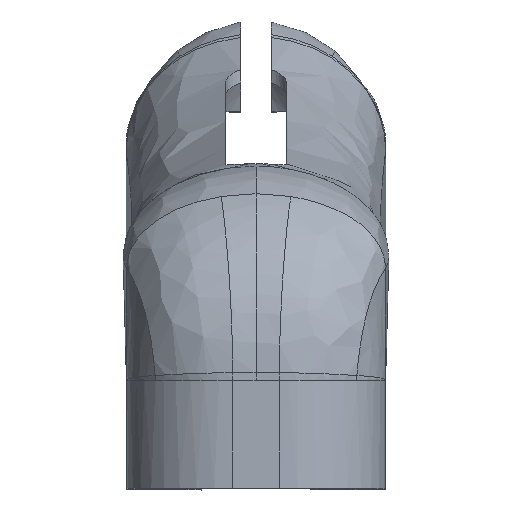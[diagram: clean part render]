
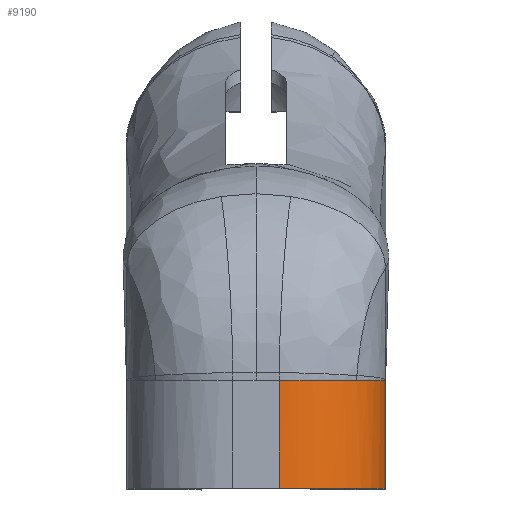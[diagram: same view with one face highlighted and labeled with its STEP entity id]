
A CAD part, top view. The second image highlights one B-rep face of the part: STEP entity #9190.
In plain terms, the highlighted cylindrical face has radius 13.8 mm (diameter 27.6 mm), a partial arc.
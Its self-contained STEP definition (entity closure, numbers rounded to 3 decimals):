
#1 = CARTESIAN_POINT ( 'NONE',  ( 16.78, 18.001, 87.858 ) ) ;
#91 = CARTESIAN_POINT ( 'NONE',  ( 8.555, 17.963, 99.633 ) ) ;
#181 = CARTESIAN_POINT ( 'NONE',  ( 8.529, 17.963, 99.644 ) ) ;
#268 = CARTESIAN_POINT ( 'NONE',  ( 9.795, 17.958, 99.014 ) ) ;
#1268 = CARTESIAN_POINT ( 'NONE',  ( 13.029, 17.967, 96.479 ) ) ;
#1286 = CARTESIAN_POINT ( 'NONE',  ( 15.845, 18.003, 92.044 ) ) ;
#1407 = CARTESIAN_POINT ( 'NONE',  ( 9.169, 17.96, 99.345 ) ) ;
#1492 = CARTESIAN_POINT ( 'NONE',  ( 16.626, 18.003, 89.189 ) ) ;
#1584 = CARTESIAN_POINT ( 'NONE',  ( 5.81, 17.976, 100.511 ) ) ;
#2347 = CARTESIAN_POINT ( 'NONE',  ( 16.14, 18.005, 91.224 ) ) ;
#2488 = B_SPLINE_CURVE_WITH_KNOTS ( 'NONE', 3,
 ( #8205, #16142, #14569, #12131, #8115, #268, #10910, #1407, #10734, #2807, #4205, #91, #181, #5595, #5418, #10647, #12224, #5509, #13264, #10823, #9510, #8031, #14832, #10562, #13526, #1584, #16228, #4119, #15961 ),
 .UNSPECIFIED., .F., .F.,
 ( 4, 2, 2, 2, 1, 1, 1, 1, 2, 2, 2, 2, 1, 1, 1, 2, 2, 4 ),
 ( 0., 0.25, 0.375, 0.437, 0.469, 0.484, 0.492, 0.496, 0.498, 0.5, 0.625, 0.687, 0.719, 0.734, 0.742, 0.746, 0.75, 1. ),
 .UNSPECIFIED. ) ;
#2517 = CARTESIAN_POINT ( 'NONE',  ( 16.488, 18.005, 89.942 ) ) ;
#2600 = CARTESIAN_POINT ( 'NONE',  ( 14.353, 17.986, 94.893 ) ) ;
#2638 = CARTESIAN_POINT ( 'NONE',  ( 16.8, 18., 87. ) ) ;
#2807 = CARTESIAN_POINT ( 'NONE',  ( 8.736, 17.962, 99.552 ) ) ;
#2873 = ORIENTED_EDGE ( 'NONE', *, *, #15904, .T. ) ;
#2910 = DIRECTION ( 'NONE',  ( 0., -1., 0. ) ) ;
#2997 = VERTEX_POINT ( 'NONE', #11105 ) ;
#3653 = CARTESIAN_POINT ( 'NONE',  ( 16.578, 18.004, 89.466 ) ) ;
#3745 = AXIS2_PLACEMENT_3D ( 'NONE', #5351, #2910, #4136 ) ;
#3767 = ORIENTED_EDGE ( 'NONE', *, *, #4632, .F. ) ;
#3818 = VECTOR ( 'NONE', #4850, 1000. ) ;
#4119 = CARTESIAN_POINT ( 'NONE',  ( 4.013, 17.984, 100.8 ) ) ;
#4136 = DIRECTION ( 'NONE',  ( 0., 0., -1. ) ) ;
#4205 = CARTESIAN_POINT ( 'NONE',  ( 8.616, 17.963, 99.606 ) ) ;
#4632 = EDGE_CURVE ( 'NONE', #8858, #2997, #4761, .T. ) ;
#4761 = LINE ( 'NONE', #8679, #3818 ) ;
#4763 = CARTESIAN_POINT ( 'NONE',  ( 3., 11., 87. ) ) ;
#4850 = DIRECTION ( 'NONE',  ( 0., 1., 0. ) ) ;
#5135 = CARTESIAN_POINT ( 'NONE',  ( 15.247, 17.998, 93.418 ) ) ;
#5351 = CARTESIAN_POINT ( 'NONE',  ( 3., 4., 87. ) ) ;
#5418 = CARTESIAN_POINT ( 'NONE',  ( 8.501, 17.963, 99.656 ) ) ;
#5509 = CARTESIAN_POINT ( 'NONE',  ( 6.942, 17.971, 100.227 ) ) ;
#5530 = CARTESIAN_POINT ( 'NONE',  ( 16.8, 4., 87. ) ) ;
#5595 = CARTESIAN_POINT ( 'NONE',  ( 8.512, 17.963, 99.652 ) ) ;
#6530 = FACE_OUTER_BOUND ( 'NONE', #9672, .T. ) ;
#6533 = ORIENTED_EDGE ( 'NONE', *, *, #16008, .T. ) ;
#6600 = CARTESIAN_POINT ( 'NONE',  ( 15.805, 18.003, 92.145 ) ) ;
#6744 = EDGE_CURVE ( 'NONE', #11411, #8433, #10013, .T. ) ;
#6802 = CARTESIAN_POINT ( 'NONE',  ( 16.594, 18.004, 89.374 ) ) ;
#7210 = VERTEX_POINT ( 'NONE', #1268 ) ;
#7282 = DIRECTION ( 'NONE',  ( 0., 0., -1. ) ) ;
#7471 = ORIENTED_EDGE ( 'NONE', *, *, #6744, .T. ) ;
#7659 = CARTESIAN_POINT ( 'NONE',  ( 15.567, 18.002, 92.737 ) ) ;
#7826 = CARTESIAN_POINT ( 'NONE',  ( 16.209, 18.005, 91.002 ) ) ;
#7910 = CARTESIAN_POINT ( 'NONE',  ( 13.777, 17.977, 95.688 ) ) ;
#8031 = CARTESIAN_POINT ( 'NONE',  ( 5.999, 17.975, 100.47 ) ) ;
#8115 = CARTESIAN_POINT ( 'NONE',  ( 10.489, 17.956, 98.604 ) ) ;
#8205 = CARTESIAN_POINT ( 'NONE',  ( 13.029, 17.967, 96.479 ) ) ;
#8237 = VECTOR ( 'NONE', #11324, 1000. ) ;
#8433 = VERTEX_POINT ( 'NONE', #2638 ) ;
#8679 = CARTESIAN_POINT ( 'NONE',  ( 3., 4., 100.8 ) ) ;
#8721 = CARTESIAN_POINT ( 'NONE',  ( 3., 4., 100.8 ) ) ;
#8838 = ORIENTED_EDGE ( 'NONE', *, *, #11969, .F. ) ;
#8858 = VERTEX_POINT ( 'NONE', #8721 ) ;
#9054 = CARTESIAN_POINT ( 'NONE',  ( 13.029, 17.967, 96.479 ) ) ;
#9190 = ADVANCED_FACE ( 'NONE', ( #6530 ), #11939, .T. ) ;
#9333 = B_SPLINE_CURVE_WITH_KNOTS ( 'NONE', 3,
 ( #11955, #9338, #1, #14656, #13351, #1492, #6802, #3653, #17073, #10363, #13228, #2517, #15682, #7826, #2347, #10534, #15603, #15765, #1286, #14457, #10448, #14539, #11673, #6600, #7659, #5135, #2600, #7910, #9054 ),
 .UNSPECIFIED., .F., .F.,
 ( 4, 2, 1, 1, 1, 1, 2, 2, 2, 2, 1, 1, 1, 1, 1, 2, 2, 2, 4 ),
 ( 0., 0.125, 0.187, 0.219, 0.234, 0.242, 0.246, 0.25, 0.375, 0.438, 0.469, 0.484, 0.492, 0.496, 0.498, 0.499, 0.5, 0.75, 1. ),
 .UNSPECIFIED. ) ;
#9338 = CARTESIAN_POINT ( 'NONE',  ( 16.8, 18., 87.429 ) ) ;
#9510 = CARTESIAN_POINT ( 'NONE',  ( 6.2, 17.974, 100.425 ) ) ;
#9672 = EDGE_LOOP ( 'NONE', ( #8838, #7471, #6533, #2873, #3767 ) ) ;
#10013 = LINE ( 'NONE', #13689, #8237 ) ;
#10363 = CARTESIAN_POINT ( 'NONE',  ( 16.566, 18.004, 89.532 ) ) ;
#10448 = CARTESIAN_POINT ( 'NONE',  ( 15.815, 18.003, 92.121 ) ) ;
#10534 = CARTESIAN_POINT ( 'NONE',  ( 16.024, 18.004, 91.565 ) ) ;
#10562 = CARTESIAN_POINT ( 'NONE',  ( 5.855, 17.976, 100.502 ) ) ;
#10647 = CARTESIAN_POINT ( 'NONE',  ( 8.061, 17.965, 99.847 ) ) ;
#10734 = CARTESIAN_POINT ( 'NONE',  ( 8.973, 17.961, 99.442 ) ) ;
#10823 = CARTESIAN_POINT ( 'NONE',  ( 6.372, 17.973, 100.382 ) ) ;
#10910 = CARTESIAN_POINT ( 'NONE',  ( 9.552, 17.959, 99.149 ) ) ;
#11105 = CARTESIAN_POINT ( 'NONE',  ( 3., 17.987, 100.8 ) ) ;
#11253 = CIRCLE ( 'NONE', #3745, 13.8 ) ;
#11294 = DIRECTION ( 'NONE',  ( 0., -1., 0. ) ) ;
#11324 = DIRECTION ( 'NONE',  ( 0., 1., 0. ) ) ;
#11411 = VERTEX_POINT ( 'NONE', #5530 ) ;
#11673 = CARTESIAN_POINT ( 'NONE',  ( 15.807, 18.003, 92.14 ) ) ;
#11939 = CYLINDRICAL_SURFACE ( 'NONE', #16328, 13.8 ) ;
#11955 = CARTESIAN_POINT ( 'NONE',  ( 16.8, 18., 87. ) ) ;
#11969 = EDGE_CURVE ( 'NONE', #11411, #8858, #11253, .T. ) ;
#12131 = CARTESIAN_POINT ( 'NONE',  ( 10.904, 17.956, 98.322 ) ) ;
#12224 = CARTESIAN_POINT ( 'NONE',  ( 7.618, 17.967, 100.013 ) ) ;
#13228 = CARTESIAN_POINT ( 'NONE',  ( 16.563, 18.004, 89.547 ) ) ;
#13264 = CARTESIAN_POINT ( 'NONE',  ( 6.715, 17.972, 100.293 ) ) ;
#13351 = CARTESIAN_POINT ( 'NONE',  ( 16.683, 18.003, 88.818 ) ) ;
#13526 = CARTESIAN_POINT ( 'NONE',  ( 5.826, 17.976, 100.508 ) ) ;
#13689 = CARTESIAN_POINT ( 'NONE',  ( 16.8, 11., 87. ) ) ;
#14457 = CARTESIAN_POINT ( 'NONE',  ( 15.825, 18.003, 92.096 ) ) ;
#14539 = CARTESIAN_POINT ( 'NONE',  ( 15.81, 18.003, 92.132 ) ) ;
#14569 = CARTESIAN_POINT ( 'NONE',  ( 12.02, 17.957, 97.486 ) ) ;
#14656 = CARTESIAN_POINT ( 'NONE',  ( 16.72, 18.002, 88.498 ) ) ;
#14832 = CARTESIAN_POINT ( 'NONE',  ( 5.898, 17.976, 100.492 ) ) ;
#15603 = CARTESIAN_POINT ( 'NONE',  ( 15.962, 18.004, 91.737 ) ) ;
#15682 = CARTESIAN_POINT ( 'NONE',  ( 16.394, 18.005, 90.353 ) ) ;
#15765 = CARTESIAN_POINT ( 'NONE',  ( 15.885, 18.004, 91.941 ) ) ;
#15904 = EDGE_CURVE ( 'NONE', #7210, #2997, #2488, .T. ) ;
#15961 = CARTESIAN_POINT ( 'NONE',  ( 3., 17.987, 100.8 ) ) ;
#16008 = EDGE_CURVE ( 'NONE', #8433, #7210, #9333, .T. ) ;
#16142 = CARTESIAN_POINT ( 'NONE',  ( 12.59, 17.96, 96.944 ) ) ;
#16228 = CARTESIAN_POINT ( 'NONE',  ( 4.95, 17.981, 100.689 ) ) ;
#16328 = AXIS2_PLACEMENT_3D ( 'NONE', #4763, #11294, #7282 ) ;
#17073 = CARTESIAN_POINT ( 'NONE',  ( 16.571, 18.004, 89.506 ) ) ;
